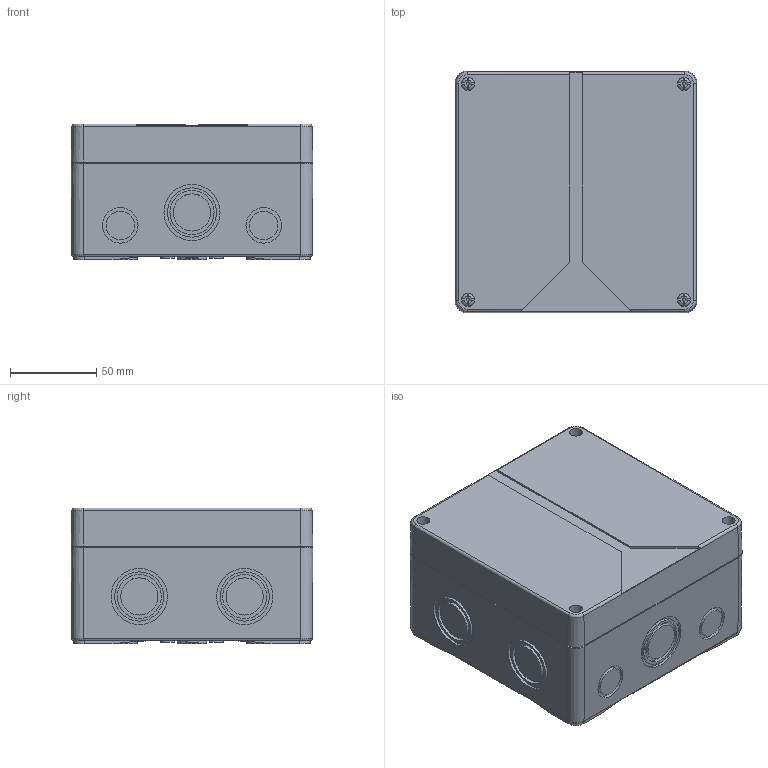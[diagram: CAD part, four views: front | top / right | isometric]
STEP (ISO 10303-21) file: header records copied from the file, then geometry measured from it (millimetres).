
FILE_DESCRIPTION( ( 'STEP AP214' ), ' ' );
FILE_NAME( '49091001.stp', '2016-04-11T15:32:18', ( '' ), ( '' ), ' ', 'PARTsolutions', ' ' );
FILE_SCHEMA( ( 'AUTOMOTIVE_DESIGN { 1 0 10303 214 1 1 1 1 }' ) );
Length unit declared in the file: millimetre
Products named in the file (4): 49091001; _Kasten-abox-100; _Deckel-abox-100; _Schraube_TK55-25mm
Assembly tree (6 placements, depth 2):
  49091001
    _Kasten-abox-100
    _Deckel-abox-100
    _Schraube_TK55-25mm  x4
Bounding box: 140 x 140 x 78.7 mm (x, y, z)
Volume: 297766.7 mm3; surface area: 200340.6 mm2
Topology: 6 solids, 10 shells, 867 faces, 2149 edges, 1423 vertices
Faces by surface type: plane 571, cylinder 233, cone 48, torus 14, bspline 1
Full cylindrical faces by diameter (mm): 2.5 x8, 3.1 x4, 3.3 x4, 3.4 x12, 3.9 x4, 4.03 x4, 5 x4, 6 x4, 7.2 x4, 7.5 x4, 8 x12, 9 x1, 14 x5, 16.5 x7, 17 x4, 20.5 x7, 21.5 x10, 25.5 x10, 28.5 x5, 32.5 x5
Entity records: 28531 total; most frequent: CARTESIAN_POINT 4287, DIRECTION 3830, ORIENTED_EDGE 3496, EDGE_CURVE 1748, AXIS2_PLACEMENT_3D 1377, VERTEX_POINT 1226, LINE 1076, VECTOR 1076
